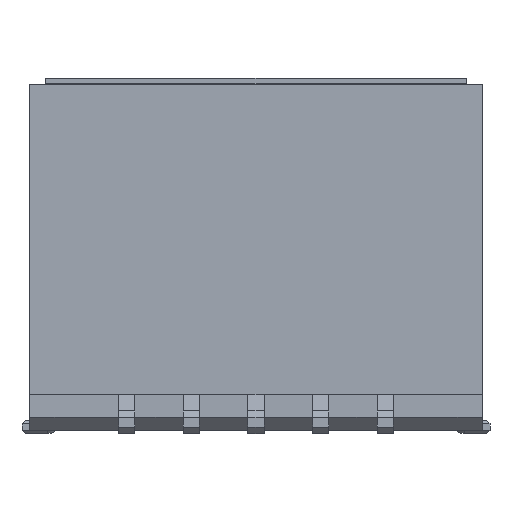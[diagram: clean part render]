
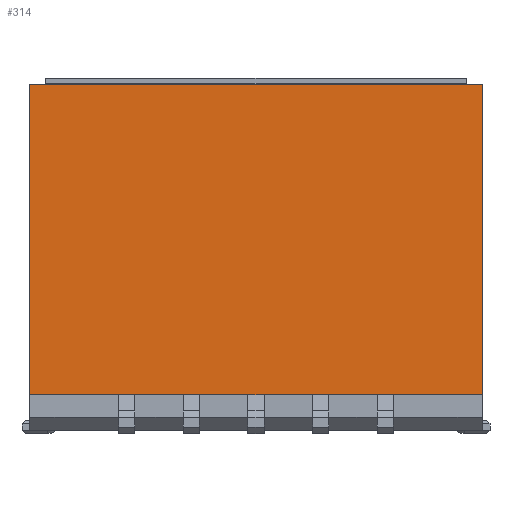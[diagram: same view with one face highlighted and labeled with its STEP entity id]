
A CAD part, front view. The second image highlights one B-rep face of the part: STEP entity #314.
In plain terms, the highlighted planar face has unit normal (0, -1, 0).
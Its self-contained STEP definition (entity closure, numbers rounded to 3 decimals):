
#314 = ADVANCED_FACE( '', ( #651 ), #652, .T. );
#651 = FACE_OUTER_BOUND( '', #1024, .T. );
#652 = PLANE( '', #1025 );
#1024 = EDGE_LOOP( '', ( #2340, #2341, #2342, #2343 ) );
#1025 = AXIS2_PLACEMENT_3D( '', #2344, #2345, #2346 );
#2340 = ORIENTED_EDGE( '', *, *, #3076, .T. );
#2341 = ORIENTED_EDGE( '', *, *, #3048, .F. );
#2342 = ORIENTED_EDGE( '', *, *, #2809, .F. );
#2343 = ORIENTED_EDGE( '', *, *, #3064, .T. );
#2344 = CARTESIAN_POINT( '', ( -3.5, -1.5, 0. ) );
#2345 = DIRECTION( '', ( 0., -1., 0. ) );
#2346 = DIRECTION( '', ( 0., 0., -1. ) );
#2809 = EDGE_CURVE( '', #3463, #3465, #3466, .T. );
#3048 = EDGE_CURVE( '', #3465, #3837, #3838, .T. );
#3064 = EDGE_CURVE( '', #3463, #3857, #3859, .T. );
#3076 = EDGE_CURVE( '', #3857, #3837, #3877, .T. );
#3463 = VERTEX_POINT( '', #4457 );
#3465 = VERTEX_POINT( '', #4460 );
#3466 = LINE( '', #4461, #4462 );
#3837 = VERTEX_POINT( '', #5065 );
#3838 = LINE( '', #5066, #5067 );
#3857 = VERTEX_POINT( '', #5099 );
#3859 = LINE( '', #5102, #5103 );
#3877 = LINE( '', #5132, #5133 );
#4457 = CARTESIAN_POINT( '', ( -3.5, -1.5, 0.55 ) );
#4460 = CARTESIAN_POINT( '', ( -3.5, -1.5, 5.35 ) );
#4461 = CARTESIAN_POINT( '', ( -3.5, -1.5, 0.55 ) );
#4462 = VECTOR( '', #5401, 1000. );
#5065 = CARTESIAN_POINT( '', ( 3.5, -1.5, 5.35 ) );
#5066 = CARTESIAN_POINT( '', ( -3.5, -1.5, 5.35 ) );
#5067 = VECTOR( '', #5652, 1000. );
#5099 = CARTESIAN_POINT( '', ( 3.5, -1.5, 0.55 ) );
#5102 = CARTESIAN_POINT( '', ( -3.5, -1.5, 0.55 ) );
#5103 = VECTOR( '', #5670, 1000. );
#5132 = CARTESIAN_POINT( '', ( 3.5, -1.5, 0.55 ) );
#5133 = VECTOR( '', #5682, 1000. );
#5401 = DIRECTION( '', ( 0., 0., 1. ) );
#5652 = DIRECTION( '', ( 1., 0., 0. ) );
#5670 = DIRECTION( '', ( 1., 0., 0. ) );
#5682 = DIRECTION( '', ( 0., 0., 1. ) );
